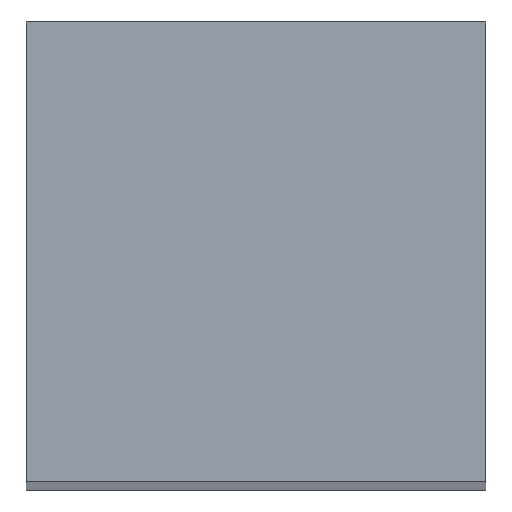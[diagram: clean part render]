
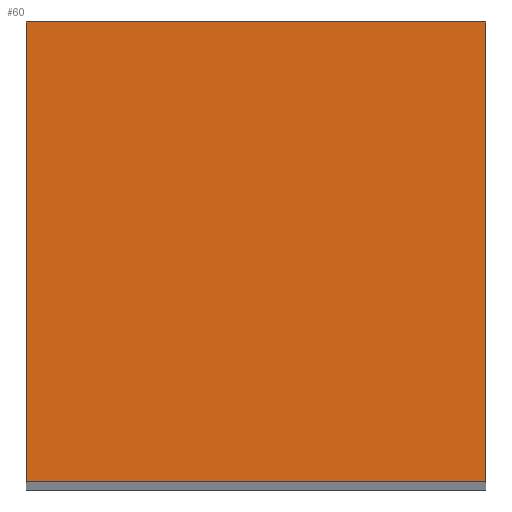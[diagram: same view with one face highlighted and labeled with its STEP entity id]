
A CAD part, top view. The second image highlights one B-rep face of the part: STEP entity #60.
In plain terms, the highlighted planar face has unit normal (0, 0, 1).
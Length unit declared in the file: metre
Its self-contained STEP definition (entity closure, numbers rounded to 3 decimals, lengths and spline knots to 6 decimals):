
#48 = EDGE_CURVE( '', #105, #106, #107, .T. );
#50 = EDGE_CURVE( '', #106, #109, #110, .T. );
#60 = ADVANCED_FACE( '', ( #124 ), #125, .T. );
#68 = EDGE_CURVE( '', #105, #131, #134, .T. );
#70 = EDGE_CURVE( '', #131, #109, #136, .T. );
#105 = VERTEX_POINT( '', #165 );
#106 = VERTEX_POINT( '', #166 );
#107 = LINE( '', #167, #168 );
#109 = VERTEX_POINT( '', #171 );
#110 = LINE( '', #172, #173 );
#124 = FACE_OUTER_BOUND( '', #191, .T. );
#125 = PLANE( '', #192 );
#131 = VERTEX_POINT( '', #203 );
#134 = LINE( '', #208, #209 );
#136 = LINE( '', #212, #213 );
#165 = CARTESIAN_POINT( '', ( -0.008595, -0.009518, -0.000046 ) );
#166 = CARTESIAN_POINT( '', ( -0.008585, -0.009518, -0.000046 ) );
#167 = CARTESIAN_POINT( '', ( -0.008595, -0.009518, -0.000046 ) );
#168 = VECTOR( '', #243, 1. );
#171 = CARTESIAN_POINT( '', ( -0.008585, -0.009508, -0.000046 ) );
#172 = CARTESIAN_POINT( '', ( -0.008585, -0.009518, -0.000046 ) );
#173 = VECTOR( '', #244, 1. );
#191 = EDGE_LOOP( '', ( #264, #265, #266, #267 ) );
#192 = AXIS2_PLACEMENT_3D( '', #268, #269, #270 );
#203 = CARTESIAN_POINT( '', ( -0.008595, -0.009508, -0.000046 ) );
#208 = CARTESIAN_POINT( '', ( -0.008595, -0.009518, -0.000046 ) );
#209 = VECTOR( '', #274, 1. );
#212 = CARTESIAN_POINT( '', ( -0.008595, -0.009508, -0.000046 ) );
#213 = VECTOR( '', #275, 1. );
#243 = DIRECTION( '', ( 1., 0., 0. ) );
#244 = DIRECTION( '', ( 0., 1., 0. ) );
#264 = ORIENTED_EDGE( '', *, *, #70, .F. );
#265 = ORIENTED_EDGE( '', *, *, #68, .F. );
#266 = ORIENTED_EDGE( '', *, *, #48, .T. );
#267 = ORIENTED_EDGE( '', *, *, #50, .T. );
#268 = CARTESIAN_POINT( '', ( -0.008595, -0.009518, -0.000046 ) );
#269 = DIRECTION( '', ( 0., 0., 1. ) );
#270 = DIRECTION( '', ( 1., 0., 0. ) );
#274 = DIRECTION( '', ( 0., 1., 0. ) );
#275 = DIRECTION( '', ( 1., 0., 0. ) );
